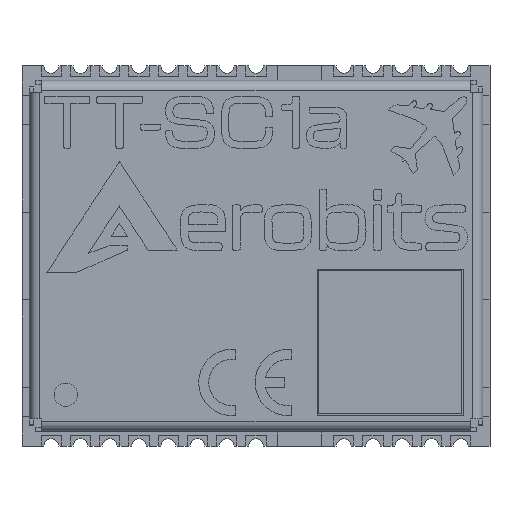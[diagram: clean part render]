
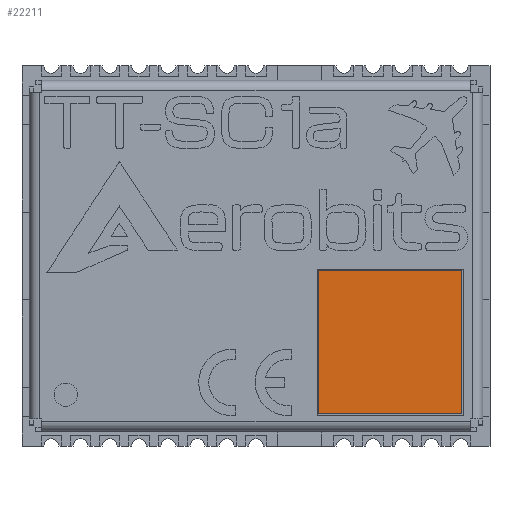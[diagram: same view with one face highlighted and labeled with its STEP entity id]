
A CAD part, top view. The second image highlights one B-rep face of the part: STEP entity #22211.
In plain terms, the highlighted face is planar.
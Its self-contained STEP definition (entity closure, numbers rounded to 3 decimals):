
#1905=FACE_OUTER_BOUND('',#3042,.T.);
#3042=EDGE_LOOP('',(#19806,#19807,#19808,#19809));
#4029=LINE('',#31800,#6749);
#4033=LINE('',#31808,#6753);
#4036=LINE('',#31814,#6756);
#4039=LINE('',#31819,#6759);
#6749=VECTOR('',#25635,10.);
#6753=VECTOR('',#25641,10.);
#6756=VECTOR('',#25646,10.);
#6759=VECTOR('',#25651,10.);
#9224=VERTEX_POINT('',#31798);
#9225=VERTEX_POINT('',#31799);
#9228=VERTEX_POINT('',#31807);
#9230=VERTEX_POINT('',#31813);
#11673=EDGE_CURVE('',#9224,#9225,#4029,.T.);
#11677=EDGE_CURVE('',#9228,#9224,#4033,.T.);
#11680=EDGE_CURVE('',#9230,#9228,#4036,.T.);
#11683=EDGE_CURVE('',#9225,#9230,#4039,.T.);
#19806=ORIENTED_EDGE('',*,*,#11673,.T.);
#19807=ORIENTED_EDGE('',*,*,#11683,.T.);
#19808=ORIENTED_EDGE('',*,*,#11680,.T.);
#19809=ORIENTED_EDGE('',*,*,#11677,.T.);
#21110=PLANE('',#23820);
#22211=ADVANCED_FACE('',(#1905),#21110,.T.);
#23820=AXIS2_PLACEMENT_3D('',#35839,#29411,#29412);
#25635=DIRECTION('',(0.,1.,0.));
#25641=DIRECTION('',(-1.,0.,0.));
#25646=DIRECTION('',(0.,-1.,0.));
#25651=DIRECTION('',(1.,0.,0.));
#29411=DIRECTION('center_axis',(0.,0.,-1.));
#29412=DIRECTION('ref_axis',(-1.,0.,0.));
#31798=CARTESIAN_POINT('',(23.305,-4.584,-0.35));
#31799=CARTESIAN_POINT('',(23.305,0.316,-0.35));
#31800=CARTESIAN_POINT('',(23.305,-7.836,-0.35));
#31807=CARTESIAN_POINT('',(28.205,-4.584,-0.35));
#31808=CARTESIAN_POINT('',(20.811,-4.584,-0.35));
#31813=CARTESIAN_POINT('',(28.205,0.316,-0.35));
#31814=CARTESIAN_POINT('',(28.205,-5.386,-0.35));
#31819=CARTESIAN_POINT('',(18.361,0.316,-0.35));
#35839=CARTESIAN_POINT('Origin',(13.417,-11.088,-0.35));
